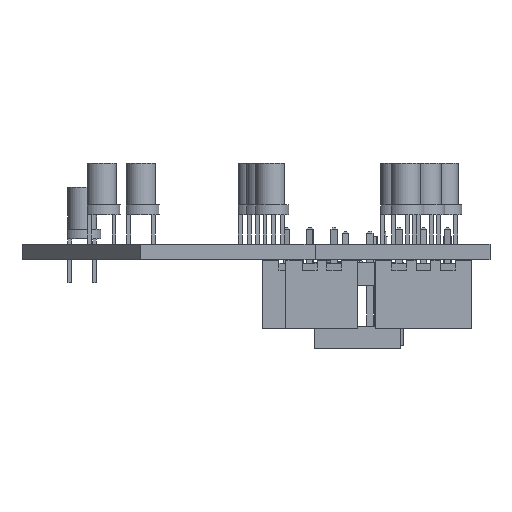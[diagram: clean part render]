
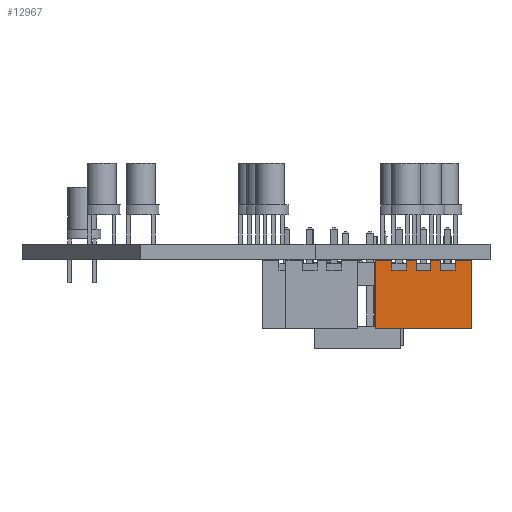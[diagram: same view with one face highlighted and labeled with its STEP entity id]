
A CAD part, front view. The second image highlights one B-rep face of the part: STEP entity #12967.
In plain terms, the highlighted planar face has unit normal (0, -1, 0).
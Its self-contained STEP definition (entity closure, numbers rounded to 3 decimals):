
#12758 = VERTEX_POINT('',#12759);
#12759 = CARTESIAN_POINT('',(-2.45,-3.4,7.));
#12765 = EDGE_CURVE('',#12758,#12766,#12768,.T.);
#12766 = VERTEX_POINT('',#12767);
#12767 = CARTESIAN_POINT('',(7.45,-3.4,7.));
#12768 = LINE('',#12769,#12770);
#12769 = CARTESIAN_POINT('',(-2.45,-3.4,7.));
#12770 = VECTOR('',#12771,1.);
#12771 = DIRECTION('',(1.,0.,0.));
#12885 = VERTEX_POINT('',#12886);
#12886 = CARTESIAN_POINT('',(-2.45,-3.4,0.));
#12933 = EDGE_CURVE('',#12885,#12758,#12934,.T.);
#12934 = LINE('',#12935,#12936);
#12935 = CARTESIAN_POINT('',(-2.45,-3.4,0.));
#12936 = VECTOR('',#12937,1.);
#12937 = DIRECTION('',(0.,0.,1.));
#12967 = ADVANCED_FACE('',(#12968),#13082,.F.);
#12968 = FACE_BOUND('',#12969,.F.);
#12969 = EDGE_LOOP('',(#12970,#12978,#12979,#12980,#12988,#12996,#13004,
    #13012,#13020,#13028,#13036,#13044,#13052,#13060,#13068,#13076));
#12970 = ORIENTED_EDGE('',*,*,#12971,.F.);
#12971 = EDGE_CURVE('',#12885,#12972,#12974,.T.);
#12972 = VERTEX_POINT('',#12973);
#12973 = CARTESIAN_POINT('',(-0.75,-3.4,0.));
#12974 = LINE('',#12975,#12976);
#12975 = CARTESIAN_POINT('',(-2.45,-3.4,0.));
#12976 = VECTOR('',#12977,1.);
#12977 = DIRECTION('',(1.,0.,0.));
#12978 = ORIENTED_EDGE('',*,*,#12933,.T.);
#12979 = ORIENTED_EDGE('',*,*,#12765,.T.);
#12980 = ORIENTED_EDGE('',*,*,#12981,.F.);
#12981 = EDGE_CURVE('',#12982,#12766,#12984,.T.);
#12982 = VERTEX_POINT('',#12983);
#12983 = CARTESIAN_POINT('',(7.45,-3.4,0.));
#12984 = LINE('',#12985,#12986);
#12985 = CARTESIAN_POINT('',(7.45,-3.4,0.));
#12986 = VECTOR('',#12987,1.);
#12987 = DIRECTION('',(0.,0.,1.));
#12988 = ORIENTED_EDGE('',*,*,#12989,.F.);
#12989 = EDGE_CURVE('',#12990,#12982,#12992,.T.);
#12990 = VERTEX_POINT('',#12991);
#12991 = CARTESIAN_POINT('',(5.75,-3.4,0.));
#12992 = LINE('',#12993,#12994);
#12993 = CARTESIAN_POINT('',(-2.45,-3.4,0.));
#12994 = VECTOR('',#12995,1.);
#12995 = DIRECTION('',(1.,0.,0.));
#12996 = ORIENTED_EDGE('',*,*,#12997,.F.);
#12997 = EDGE_CURVE('',#12998,#12990,#13000,.T.);
#12998 = VERTEX_POINT('',#12999);
#12999 = CARTESIAN_POINT('',(5.75,-3.4,1.));
#13000 = LINE('',#13001,#13002);
#13001 = CARTESIAN_POINT('',(5.75,-3.4,1.));
#13002 = VECTOR('',#13003,1.);
#13003 = DIRECTION('',(-0.,0.,-1.));
#13004 = ORIENTED_EDGE('',*,*,#13005,.T.);
#13005 = EDGE_CURVE('',#12998,#13006,#13008,.T.);
#13006 = VERTEX_POINT('',#13007);
#13007 = CARTESIAN_POINT('',(4.25,-3.4,1.));
#13008 = LINE('',#13009,#13010);
#13009 = CARTESIAN_POINT('',(5.75,-3.4,1.));
#13010 = VECTOR('',#13011,1.);
#13011 = DIRECTION('',(-1.,0.,0.));
#13012 = ORIENTED_EDGE('',*,*,#13013,.T.);
#13013 = EDGE_CURVE('',#13006,#13014,#13016,.T.);
#13014 = VERTEX_POINT('',#13015);
#13015 = CARTESIAN_POINT('',(4.25,-3.4,0.));
#13016 = LINE('',#13017,#13018);
#13017 = CARTESIAN_POINT('',(4.25,-3.4,1.));
#13018 = VECTOR('',#13019,1.);
#13019 = DIRECTION('',(-0.,0.,-1.));
#13020 = ORIENTED_EDGE('',*,*,#13021,.F.);
#13021 = EDGE_CURVE('',#13022,#13014,#13024,.T.);
#13022 = VERTEX_POINT('',#13023);
#13023 = CARTESIAN_POINT('',(3.25,-3.4,0.));
#13024 = LINE('',#13025,#13026);
#13025 = CARTESIAN_POINT('',(-2.45,-3.4,0.));
#13026 = VECTOR('',#13027,1.);
#13027 = DIRECTION('',(1.,0.,0.));
#13028 = ORIENTED_EDGE('',*,*,#13029,.F.);
#13029 = EDGE_CURVE('',#13030,#13022,#13032,.T.);
#13030 = VERTEX_POINT('',#13031);
#13031 = CARTESIAN_POINT('',(3.25,-3.4,1.));
#13032 = LINE('',#13033,#13034);
#13033 = CARTESIAN_POINT('',(3.25,-3.4,1.));
#13034 = VECTOR('',#13035,1.);
#13035 = DIRECTION('',(-0.,0.,-1.));
#13036 = ORIENTED_EDGE('',*,*,#13037,.T.);
#13037 = EDGE_CURVE('',#13030,#13038,#13040,.T.);
#13038 = VERTEX_POINT('',#13039);
#13039 = CARTESIAN_POINT('',(1.75,-3.4,1.));
#13040 = LINE('',#13041,#13042);
#13041 = CARTESIAN_POINT('',(3.25,-3.4,1.));
#13042 = VECTOR('',#13043,1.);
#13043 = DIRECTION('',(-1.,0.,0.));
#13044 = ORIENTED_EDGE('',*,*,#13045,.T.);
#13045 = EDGE_CURVE('',#13038,#13046,#13048,.T.);
#13046 = VERTEX_POINT('',#13047);
#13047 = CARTESIAN_POINT('',(1.75,-3.4,0.));
#13048 = LINE('',#13049,#13050);
#13049 = CARTESIAN_POINT('',(1.75,-3.4,1.));
#13050 = VECTOR('',#13051,1.);
#13051 = DIRECTION('',(-0.,0.,-1.));
#13052 = ORIENTED_EDGE('',*,*,#13053,.F.);
#13053 = EDGE_CURVE('',#13054,#13046,#13056,.T.);
#13054 = VERTEX_POINT('',#13055);
#13055 = CARTESIAN_POINT('',(0.75,-3.4,0.));
#13056 = LINE('',#13057,#13058);
#13057 = CARTESIAN_POINT('',(-2.45,-3.4,0.));
#13058 = VECTOR('',#13059,1.);
#13059 = DIRECTION('',(1.,0.,0.));
#13060 = ORIENTED_EDGE('',*,*,#13061,.F.);
#13061 = EDGE_CURVE('',#13062,#13054,#13064,.T.);
#13062 = VERTEX_POINT('',#13063);
#13063 = CARTESIAN_POINT('',(0.75,-3.4,1.));
#13064 = LINE('',#13065,#13066);
#13065 = CARTESIAN_POINT('',(0.75,-3.4,1.));
#13066 = VECTOR('',#13067,1.);
#13067 = DIRECTION('',(-0.,0.,-1.));
#13068 = ORIENTED_EDGE('',*,*,#13069,.T.);
#13069 = EDGE_CURVE('',#13062,#13070,#13072,.T.);
#13070 = VERTEX_POINT('',#13071);
#13071 = CARTESIAN_POINT('',(-0.75,-3.4,1.));
#13072 = LINE('',#13073,#13074);
#13073 = CARTESIAN_POINT('',(0.75,-3.4,1.));
#13074 = VECTOR('',#13075,1.);
#13075 = DIRECTION('',(-1.,0.,0.));
#13076 = ORIENTED_EDGE('',*,*,#13077,.T.);
#13077 = EDGE_CURVE('',#13070,#12972,#13078,.T.);
#13078 = LINE('',#13079,#13080);
#13079 = CARTESIAN_POINT('',(-0.75,-3.4,1.));
#13080 = VECTOR('',#13081,1.);
#13081 = DIRECTION('',(-0.,0.,-1.));
#13082 = PLANE('',#13083);
#13083 = AXIS2_PLACEMENT_3D('',#13084,#13085,#13086);
#13084 = CARTESIAN_POINT('',(-2.45,-3.4,0.));
#13085 = DIRECTION('',(0.,1.,0.));
#13086 = DIRECTION('',(1.,0.,0.));
